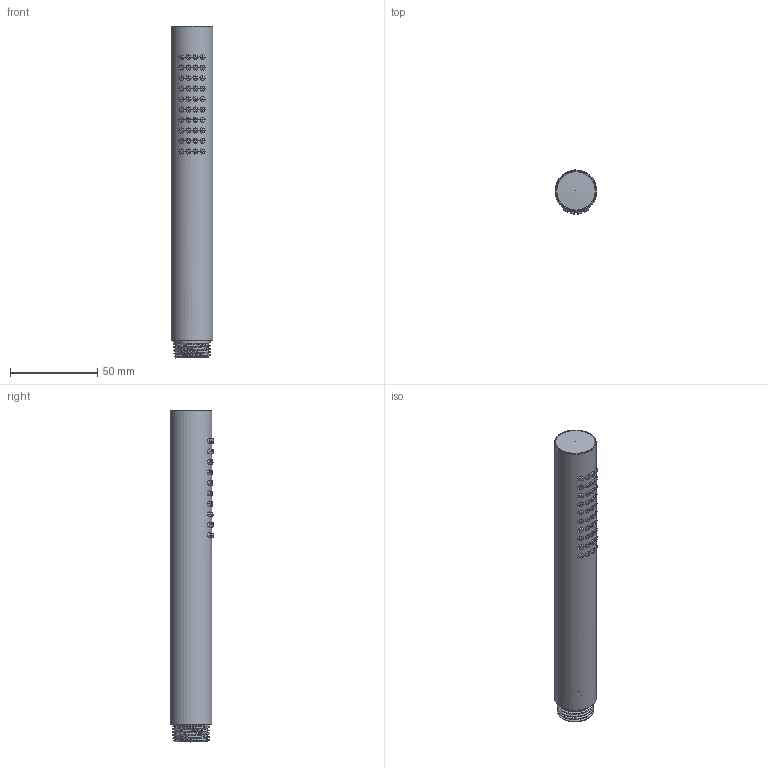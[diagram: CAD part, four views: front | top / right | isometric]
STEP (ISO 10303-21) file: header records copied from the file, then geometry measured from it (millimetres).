
FILE_DESCRIPTION(/* description */ ('Unknown'),/* implementation_level */ '2;1');
FILE_NAME(/* name */ 'AR354-00',/* time_stamp */ '2026-03-03T08:50:02+01:00',/* author */ ('Unknown'),/* organization */ ('Unknown'),/* preprocessor_version */ 'ST-DEVELOPER v20',/* originating_system */ 'Solid Edge',/* authorisation */ 'Unknown');
FILE_SCHEMA (('AUTOMOTIVE_DESIGN {1 0 10303 214 3 1 1}'));
Length unit declared in the file: millimetre
Products named in the file (6): AR354-00; AR354-001_oa_0; AR354-01; A133037_13400ZZ_oa_1; A064038_12900ZZ; AR354-02
Assembly tree (5 placements, depth 3):
  AR354-00
    AR354-001_oa_0
      AR354-01
      A133037_13400ZZ_oa_1
      A064038_12900ZZ
      AR354-02
Bounding box: 24 x 25.14 x 190.36 mm (x, y, z)
Volume: 19560.3 mm3; surface area: 36174.4 mm2
Topology: 4 solids, 4 shells, 553 faces, 1507 edges, 990 vertices
Faces by surface type: bspline 211, cylinder 140, torus 87, plane 66, cone 48, sphere 1
Full cylindrical faces by diameter (mm): 3.2 x40, 3.242 x1, 18.6 x1, 18.8 x1, 20.8 x4, 21.8 x2, 22 x2, 23 x2, 24 x1
Entity records: 27150 total; most frequent: CARTESIAN_POINT 15943, ORIENTED_EDGE 2350, DIRECTION 1646, EDGE_CURVE 1175, FACE_BOUND 923, EDGE_LOOP 922, VERTEX_POINT 844, AXIS2_PLACEMENT_3D 694
